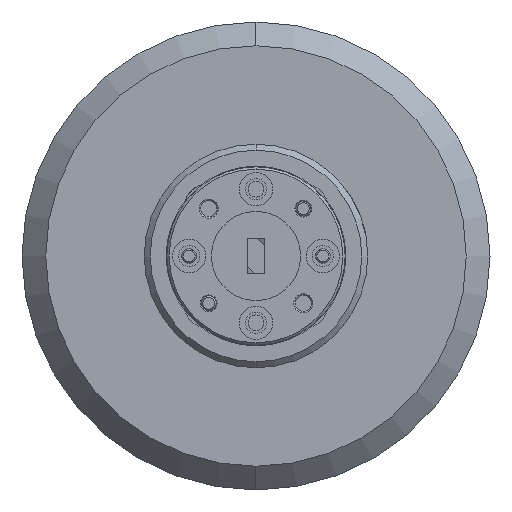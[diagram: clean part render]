
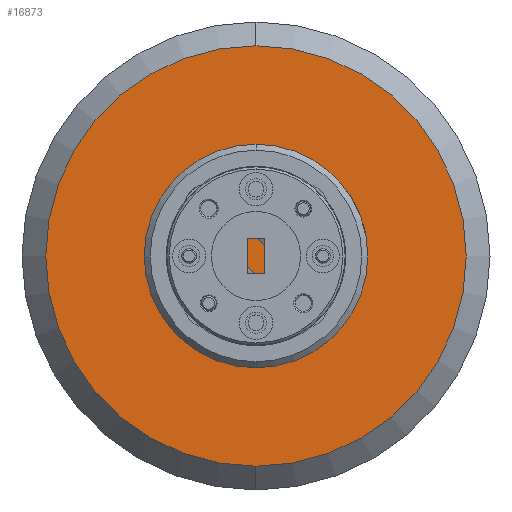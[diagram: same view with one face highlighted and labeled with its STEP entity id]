
A CAD part, left-side view. The second image highlights one B-rep face of the part: STEP entity #16873.
In plain terms, the highlighted planar face has unit normal (-1, 0, 0).
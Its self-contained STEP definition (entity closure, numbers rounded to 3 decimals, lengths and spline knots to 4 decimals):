
#4487 = EDGE_CURVE ( 'NONE', #22883, #47217, #12029, .T. ) ;
#5318 = AXIS2_PLACEMENT_3D ( 'NONE', #16058, #48887, #11514 ) ;
#6999 = EDGE_CURVE ( 'NONE', #47217, #22883, #19968, .T. ) ;
#7905 = ORIENTED_EDGE ( 'NONE', *, *, #6999, .F. ) ;
#11514 = DIRECTION ( 'NONE',  ( 0., 0., 1. ) ) ;
#12029 = CIRCLE ( 'NONE', #13989, 0.8843 ) ;
#13989 = AXIS2_PLACEMENT_3D ( 'NONE', #55454, #14035, #55668 ) ;
#14035 = DIRECTION ( 'NONE',  ( 1., 0., 0. ) ) ;
#16058 = CARTESIAN_POINT ( 'NONE',  ( -2.95, 0.8843, 0. ) ) ;
#16873 = ADVANCED_FACE ( 'NONE', ( #37681 ), #44152, .T. ) ;
#16920 = DIRECTION ( 'NONE',  ( 0., 0., -1. ) ) ;
#18770 = ORIENTED_EDGE ( 'NONE', *, *, #4487, .F. ) ;
#19968 = CIRCLE ( 'NONE', #42402, 0.8843 ) ;
#21611 = CARTESIAN_POINT ( 'NONE',  ( -2.95, 0., 0. ) ) ;
#22883 = VERTEX_POINT ( 'NONE', #34180 ) ;
#27556 = DIRECTION ( 'NONE',  ( 1., 0., 0. ) ) ;
#34180 = CARTESIAN_POINT ( 'NONE',  ( -2.95, 0., 0.8843 ) ) ;
#34235 = EDGE_LOOP ( 'NONE', ( #7905, #18770 ) ) ;
#37681 = FACE_OUTER_BOUND ( 'NONE', #34235, .T. ) ;
#42402 = AXIS2_PLACEMENT_3D ( 'NONE', #21611, #27556, #16920 ) ;
#44152 = PLANE ( 'NONE',  #5318 ) ;
#44684 = CARTESIAN_POINT ( 'NONE',  ( -2.95, 0., -0.8843 ) ) ;
#47217 = VERTEX_POINT ( 'NONE', #44684 ) ;
#48887 = DIRECTION ( 'NONE',  ( -1., 0., 0. ) ) ;
#55454 = CARTESIAN_POINT ( 'NONE',  ( -2.95, 0., 0. ) ) ;
#55668 = DIRECTION ( 'NONE',  ( 0., 0., -1. ) ) ;
